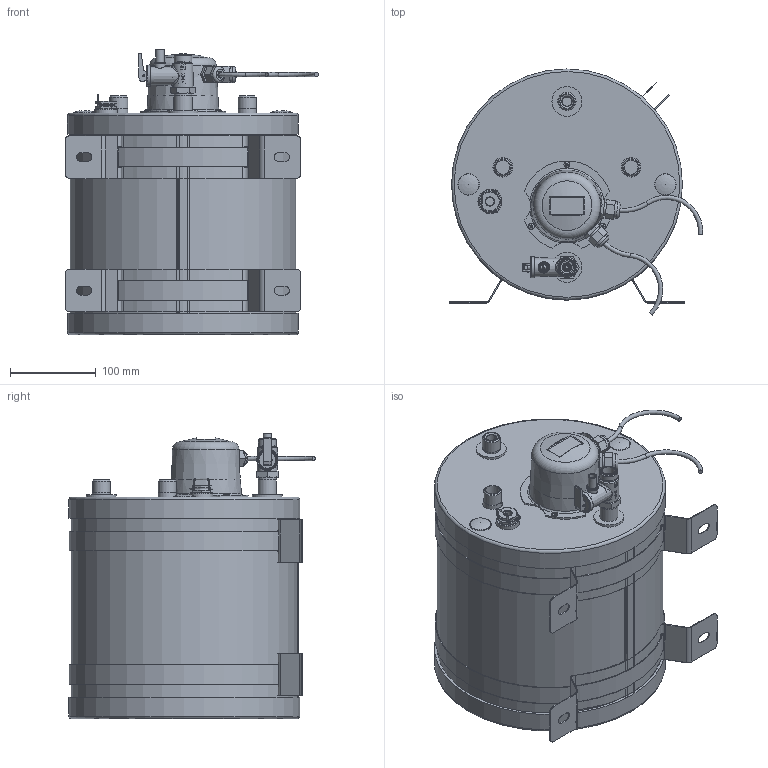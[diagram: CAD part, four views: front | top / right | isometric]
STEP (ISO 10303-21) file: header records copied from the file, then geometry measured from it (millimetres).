
FILE_DESCRIPTION (( 'STEP AP214' ), '1' );
FILE_NAME ('VB09032A_mod.STEP', '2025-01-24T07:54:40', ( '' ), ( '' ), 'SwSTEP 2.0', 'SolidWorks 2023', '' );
FILE_SCHEMA (( 'AUTOMOTIVE_DESIGN' ));
Length unit declared in the file: millimetre
Products named in the file (30): 130-0207_1.step; 0-0934_1.step; 900-0124_POSIZIONAMENTO SU BB12V_1.step; 020-0524_1.step; 020-0052_1.step; 900-0125_POSIZIONAMENTO SU BB12V_1.step; 020-0525_1.step; 020-0738.step; 020-0517_1.step; 110-0149_1.step; 060-0753_1.step; VB09032A_mod; 060-0750_1.step; 110-0130_1.step; 030-0515_1.step; VB09032A.step; Cavo_900-0125_Montaggio su BB12V_1.step; 070-0051_Ø80 schiacciata_1.step; 020-0516-0_1.step; 060-0752_1.step; 0-0933_1.step; 140-0312_1.step; 0-0939_1.step; 140-0001_1.step; 060-0749_1.step; Cavo_900-0124_Montaggio su BB12V_1.step; 080-0034_1.step; 070-0052_Ø26,60_1.step; 0-0995.step; 020-0516_1.step
Assembly tree (36 placements, depth 4):
  VB09032A_mod
    VB09032A.step
      0-0995.step
        060-0749_1.step
        060-0750_1.step  x2
        060-0752_1.step
        060-0753_1.step
      020-0517_1.step
        020-0052_1.step
      020-0738.step
        020-0516_1.step
      900-0124_POSIZIONAMENTO SU BB12V_1.step
        Cavo_900-0124_Montaggio su BB12V_1.step
      900-0125_POSIZIONAMENTO SU BB12V_1.step
        Cavo_900-0125_Montaggio su BB12V_1.step
      0-0933_1.step
      0-0934_1.step  x2
      0-0939_1.step  x2
      020-0516-0_1.step
      020-0524_1.step
      020-0525_1.step
      030-0515_1.step
      070-0051_Ø80 schiacciata_1.step
      070-0052_Ø26,60_1.step
      080-0034_1.step  x3
      110-0130_1.step
      110-0149_1.step
      130-0207_1.step
      140-0001_1.step  x2
      140-0312_1.step  x2
Bounding box: 296.14 x 287.87 x 333.5 mm (x, y, z)
Volume: 813758.9 mm3; surface area: 1040017.2 mm2
Topology: 29 solids, 42 shells, 1126 faces, 2786 edges, 1795 vertices
Faces by surface type: plane 608, cylinder 299, cone 110, bspline 89, torus 18, sphere 2
Full cylindrical faces by diameter (mm): 1.5 x7, 1.7 x1, 2.2 x1, 2.4 x2, 2.5 x3, 2.64 x15, 2.75 x1, 2.85 x1, 3.2 x1, 3.7 x1, 4 x3, 5 x2, 5.3 x2, 5.4 x1, 6.2 x1, 7 x3, 7.5 x1, 8 x2, 8.5 x4, 9 x1, 10 x2, 10.5 x3, 11 x1, 11.2 x1, 12 x2, 12.2 x1, 12.5 x1, 13 x1, 13.5 x1, 15 x13
Entity records: 44160 total; most frequent: CARTESIAN_POINT 26151, ORIENTED_EDGE 3696, DIRECTION 2696, EDGE_CURVE 1860, VERTEX_POINT 1314, EDGE_LOOP 1251, AXIS2_PLACEMENT_3D 1169, B_SPLINE_CURVE_WITH_KNOTS 1081
